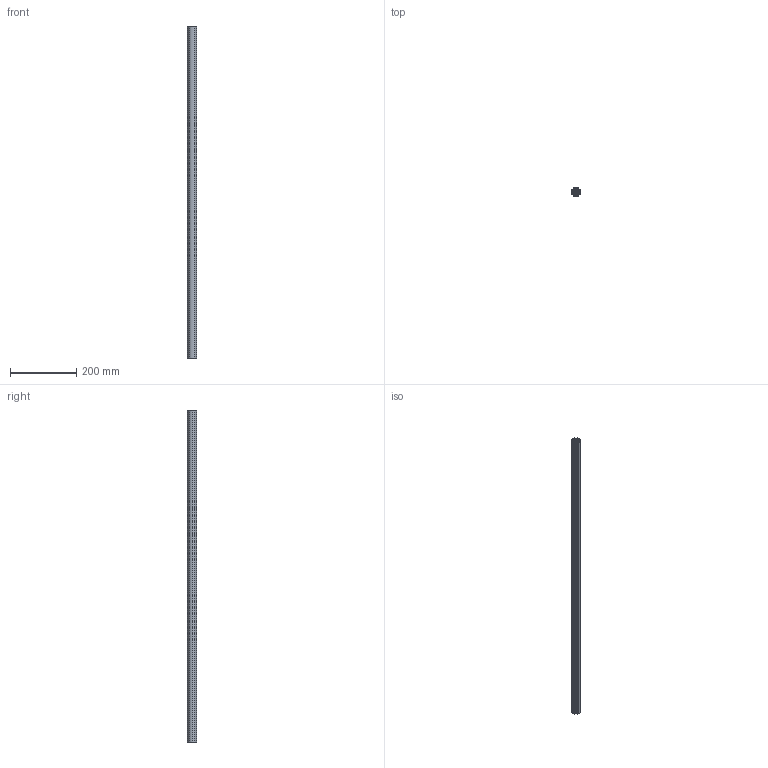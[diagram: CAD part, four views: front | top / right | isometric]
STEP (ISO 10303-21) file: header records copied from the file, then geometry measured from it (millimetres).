
FILE_DESCRIPTION (( 'STEP AP214' ), '1' );
FILE_NAME ('428HPL Ïðîôèëü òðóáíûé ?28 H.STEP', '2023-10-31T09:12:28', ( '' ), ( '' ), 'SwSTEP 2.0', 'SolidWorks 2022', '' );
FILE_SCHEMA (( 'AUTOMOTIVE_DESIGN' ));
Length unit declared in the file: millimetre
Products named in the file (1): 428HPL Профиль трубный Φ28 H
Bounding box: 28 x 28 x 1000 mm (x, y, z)
Volume: 264282.8 mm3; surface area: 248286.8 mm2
Topology: 1 solids, 1 shells, 103 faces, 303 edges, 202 vertices
Faces by surface type: cylinder 77, plane 26
Entity records: 3565 total; most frequent: DIRECTION 665, CARTESIAN_POINT 609, ORIENTED_EDGE 606, EDGE_CURVE 303, AXIS2_PLACEMENT_3D 258, VERTEX_POINT 202, CIRCLE 154, LINE 149
